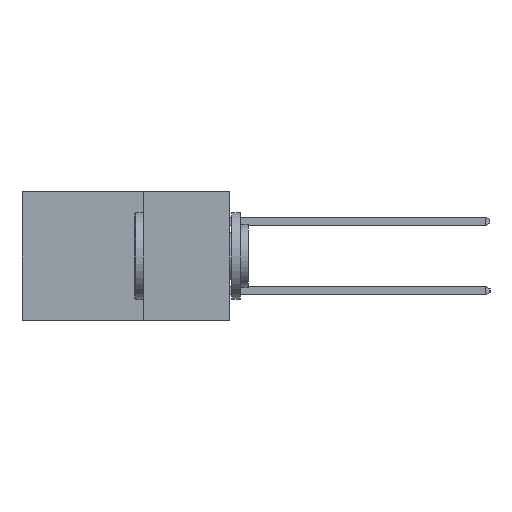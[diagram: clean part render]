
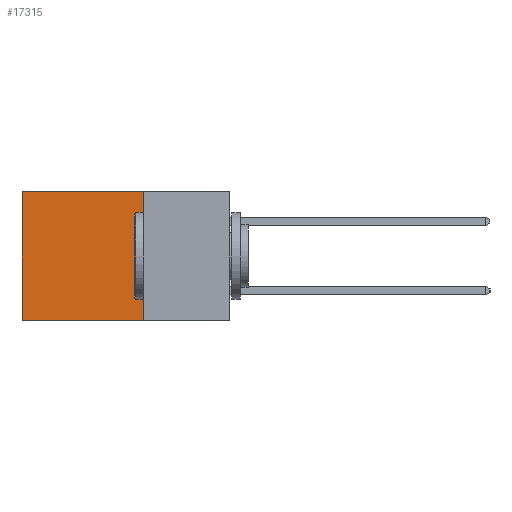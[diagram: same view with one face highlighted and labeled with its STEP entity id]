
A CAD part, left-side view. The second image highlights one B-rep face of the part: STEP entity #17315.
In plain terms, the highlighted planar face has unit normal (-1, 0, 0).
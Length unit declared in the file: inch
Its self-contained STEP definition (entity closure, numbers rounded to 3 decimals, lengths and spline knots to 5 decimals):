
#552 = ORIENTED_EDGE ( 'NONE', *, *, #13895, .F. ) ;
#643 = ORIENTED_EDGE ( 'NONE', *, *, #16608, .T. ) ;
#1236 = DIRECTION ( 'NONE',  ( 1., 0., 0. ) ) ;
#1356 = VERTEX_POINT ( 'NONE', #11406 ) ;
#1809 = EDGE_CURVE ( 'NONE', #1356, #5670, #4492, .T. ) ;
#2888 = LINE ( 'NONE', #6716, #6103 ) ;
#3817 = FACE_OUTER_BOUND ( 'NONE', #7523, .T. ) ;
#4060 = VECTOR ( 'NONE', #8320, 39.37008 ) ;
#4377 = EDGE_CURVE ( 'NONE', #15011, #5670, #2888, .T. ) ;
#4492 = LINE ( 'NONE', #7693, #4060 ) ;
#5198 = CARTESIAN_POINT ( 'NONE',  ( 0.2615, 0.25, 0. ) ) ;
#5350 = ORIENTED_EDGE ( 'NONE', *, *, #4377, .F. ) ;
#5670 = VERTEX_POINT ( 'NONE', #10617 ) ;
#6103 = VECTOR ( 'NONE', #6554, 39.37008 ) ;
#6554 = DIRECTION ( 'NONE',  ( 0., 1., 0. ) ) ;
#6659 = ORIENTED_EDGE ( 'NONE', *, *, #1809, .T. ) ;
#6716 = CARTESIAN_POINT ( 'NONE',  ( 0.2615, 0.25, -0.37 ) ) ;
#6797 = DIRECTION ( 'NONE',  ( 0., 0., -1. ) ) ;
#6838 = CARTESIAN_POINT ( 'NONE',  ( 0.2615, 0.25, 0. ) ) ;
#7523 = EDGE_LOOP ( 'NONE', ( #6659, #5350, #552, #643 ) ) ;
#7693 = CARTESIAN_POINT ( 'NONE',  ( 0.2615, 0.6, -0.37 ) ) ;
#7872 = VECTOR ( 'NONE', #11927, 39.37008 ) ;
#8070 = PLANE ( 'NONE',  #13645 ) ;
#8293 = LINE ( 'NONE', #5198, #7872 ) ;
#8320 = DIRECTION ( 'NONE',  ( 0., 0., -1. ) ) ;
#9031 = CARTESIAN_POINT ( 'NONE',  ( 0.2615, 0.25, -0.37 ) ) ;
#10502 = VECTOR ( 'NONE', #6797, 39.37008 ) ;
#10617 = CARTESIAN_POINT ( 'NONE',  ( 0.2615, 0.6, -0.37 ) ) ;
#10798 = DIRECTION ( 'NONE',  ( 0., 0., -1. ) ) ;
#11406 = CARTESIAN_POINT ( 'NONE',  ( 0.2615, 0.6, 0. ) ) ;
#11927 = DIRECTION ( 'NONE',  ( 0., 1., 0. ) ) ;
#13645 = AXIS2_PLACEMENT_3D ( 'NONE', #17303, #1236, #10798 ) ;
#13895 = EDGE_CURVE ( 'NONE', #17377, #15011, #17064, .T. ) ;
#15011 = VERTEX_POINT ( 'NONE', #9031 ) ;
#16098 = CARTESIAN_POINT ( 'NONE',  ( 0.2615, 0.25, -0.37 ) ) ;
#16608 = EDGE_CURVE ( 'NONE', #17377, #1356, #8293, .T. ) ;
#17064 = LINE ( 'NONE', #16098, #10502 ) ;
#17303 = CARTESIAN_POINT ( 'NONE',  ( 0.2615, 0.25, -0.37 ) ) ;
#17315 = ADVANCED_FACE ( 'NONE', ( #3817 ), #8070, .F. ) ;
#17377 = VERTEX_POINT ( 'NONE', #6838 ) ;
